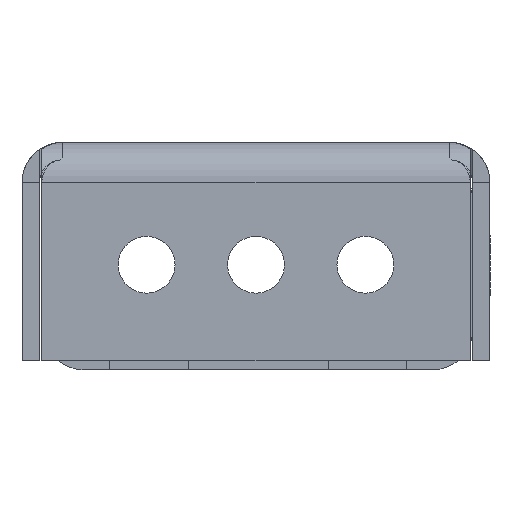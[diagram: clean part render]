
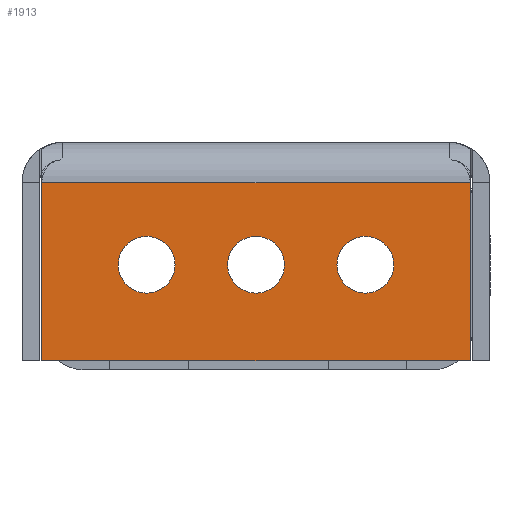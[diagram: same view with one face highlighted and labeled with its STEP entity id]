
A CAD part, left-side view. The second image highlights one B-rep face of the part: STEP entity #1913.
In plain terms, the highlighted face is planar.
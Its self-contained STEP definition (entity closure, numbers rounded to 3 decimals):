
#1913=ADVANCED_FACE('',(#7314,#7315,#7316,#7317),#2532,.F.);
#2532=PLANE('',#19367);
#4319=LINE('',#28537,#6125);
#4323=LINE('',#28546,#6129);
#4329=LINE('',#28568,#6135);
#4330=LINE('',#28576,#6136);
#6125=VECTOR('',#23724,1.);
#6129=VECTOR('',#23730,1.);
#6135=VECTOR('',#23750,1.);
#6136=VECTOR('',#23759,1.);
#7314=FACE_BOUND('',#9076,.T.);
#7315=FACE_BOUND('',#9077,.T.);
#7316=FACE_BOUND('',#9078,.T.);
#7317=FACE_BOUND('',#9079,.T.);
#9076=EDGE_LOOP('',(#13566));
#9077=EDGE_LOOP('',(#13567));
#9078=EDGE_LOOP('',(#13568));
#9079=EDGE_LOOP('',(#13569,#13570,#13571,#13572));
#13566=ORIENTED_EDGE('',*,*,#17578,.T.);
#13567=ORIENTED_EDGE('',*,*,#17579,.T.);
#13568=ORIENTED_EDGE('',*,*,#17580,.T.);
#13569=ORIENTED_EDGE('',*,*,#17577,.F.);
#13570=ORIENTED_EDGE('',*,*,#17581,.T.);
#13571=ORIENTED_EDGE('',*,*,#17566,.F.);
#13572=ORIENTED_EDGE('',*,*,#17562,.F.);
#15306=VERTEX_POINT('',#28538);
#15307=VERTEX_POINT('',#28539);
#15310=VERTEX_POINT('',#28547);
#15318=VERTEX_POINT('',#28567);
#15319=VERTEX_POINT('',#28571);
#15320=VERTEX_POINT('',#28573);
#15321=VERTEX_POINT('',#28575);
#17562=EDGE_CURVE('',#15306,#15307,#4319,.T.);
#17566=EDGE_CURVE('',#15307,#15310,#4323,.T.);
#17577=EDGE_CURVE('',#15318,#15306,#4329,.T.);
#17578=EDGE_CURVE('',#15319,#15319,#18074,.T.);
#17579=EDGE_CURVE('',#15320,#15320,#18075,.T.);
#17580=EDGE_CURVE('',#15321,#15321,#18076,.T.);
#17581=EDGE_CURVE('',#15318,#15310,#4330,.T.);
#18074=CIRCLE('',#19364,3.25);
#18075=CIRCLE('',#19365,3.25);
#18076=CIRCLE('',#19366,3.25);
#19364=AXIS2_PLACEMENT_3D('',#28570,#23753,#23754);
#19365=AXIS2_PLACEMENT_3D('',#28572,#23755,#23756);
#19366=AXIS2_PLACEMENT_3D('',#28574,#23757,#23758);
#19367=AXIS2_PLACEMENT_3D('',#28577,#23760,#23761);
#23724=DIRECTION('',(1.,0.,0.));
#23730=DIRECTION('',(0.,1.,0.));
#23750=DIRECTION('',(0.,-1.,0.));
#23753=DIRECTION('',(0.,0.,1.));
#23754=DIRECTION('',(1.,0.,0.));
#23755=DIRECTION('',(0.,0.,1.));
#23756=DIRECTION('',(1.,0.,0.));
#23757=DIRECTION('',(0.,0.,1.));
#23758=DIRECTION('',(1.,0.,0.));
#23759=DIRECTION('',(1.,0.,0.));
#23760=DIRECTION('',(0.,0.,1.));
#23761=DIRECTION('',(-1.,0.,0.));
#28537=CARTESIAN_POINT('',(-24.75,-12.5,0.));
#28538=CARTESIAN_POINT('',(-24.5,-12.5,0.));
#28539=CARTESIAN_POINT('',(24.5,-12.5,0.));
#28546=CARTESIAN_POINT('',(24.5,-12.5,0.));
#28547=CARTESIAN_POINT('',(24.5,7.9,0.));
#28567=CARTESIAN_POINT('',(-24.5,7.9,0.));
#28568=CARTESIAN_POINT('',(-24.5,12.5,0.));
#28570=CARTESIAN_POINT('',(-12.5,-1.5,0.));
#28571=CARTESIAN_POINT('',(-9.25,-1.5,0.));
#28572=CARTESIAN_POINT('',(0.,-1.5,0.));
#28573=CARTESIAN_POINT('',(3.25,-1.5,0.));
#28574=CARTESIAN_POINT('',(12.5,-1.5,0.));
#28575=CARTESIAN_POINT('',(15.75,-1.5,0.));
#28576=CARTESIAN_POINT('',(-24.75,7.9,0.));
#28577=CARTESIAN_POINT('',(0.,0.,0.));
